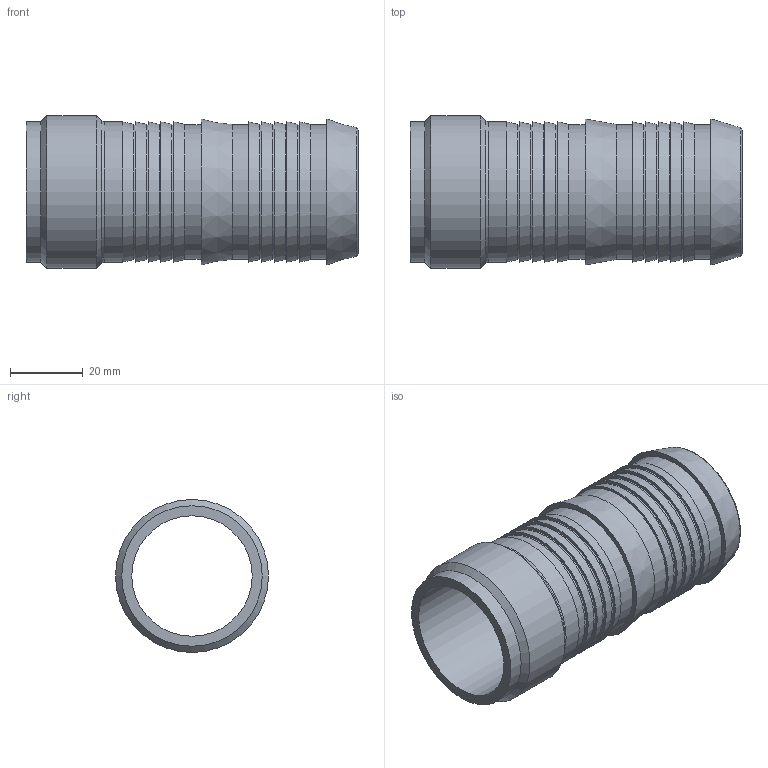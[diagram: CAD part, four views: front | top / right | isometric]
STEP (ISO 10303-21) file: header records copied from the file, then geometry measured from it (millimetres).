
FILE_DESCRIPTION(/* description */ ('EINSCHRAUBTÜLLE SLW 38'),/* implementation_level */ '2;1');
FILE_NAME(/* name */ 'mst_38_35_t.stp',/* time_stamp */ '2020-04-22T08:59:10+02:00',/* author */ ('ertl'),/* organization */ (''),/* preprocessor_version */ 'ST-DEVELOPER v17',/* originating_system */ 'Autodesk Inventor 2018',/* authorisation */ '28003,61 mm^3');
FILE_SCHEMA (('AUTOMOTIVE_DESIGN { 1 0 10303 214 3 1 1 }'));
Length unit declared in the file: millimetre
Products named in the file (1): MST-38/35T-F
Bounding box: 91 x 41.91 x 41.91 mm (x, y, z)
Volume: 28003.6 mm3; surface area: 22328.5 mm2
Topology: 1 solids, 1 shells, 44 faces, 121 edges, 90 vertices
Faces by surface type: cylinder 15, cone 14, plane 13, torus 2
Full cylindrical faces by diameter (mm): 33 x1, 37 x11, 38.5 x2, 41.91 x1
Entity records: 1595 total; most frequent: DIRECTION 303, CARTESIAN_POINT 256, ORIENTED_EDGE 242, AXIS2_PLACEMENT_3D 137, EDGE_CURVE 121, CIRCLE 92, VERTEX_POINT 90, EDGE_LOOP 57
